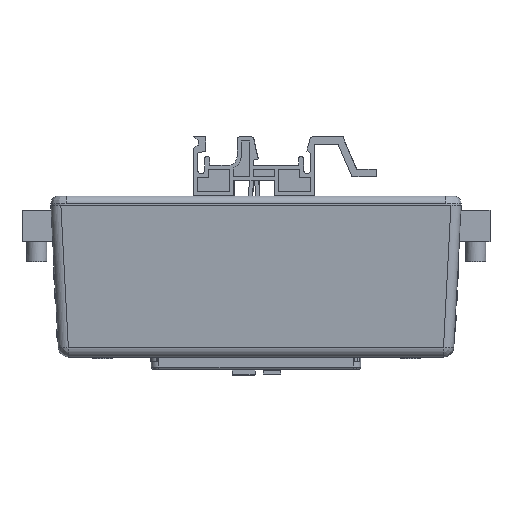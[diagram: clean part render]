
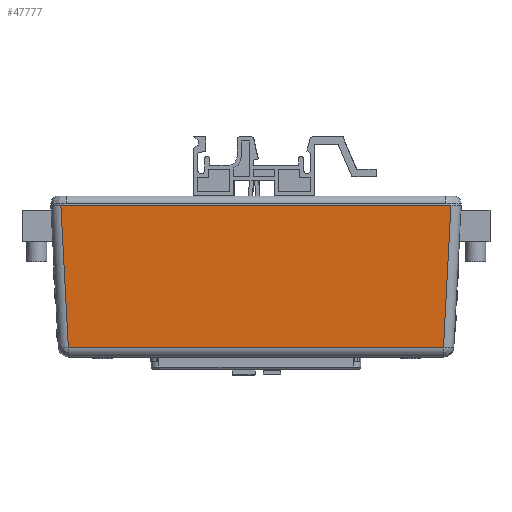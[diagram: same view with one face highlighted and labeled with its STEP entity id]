
A CAD part, left-side view. The second image highlights one B-rep face of the part: STEP entity #47777.
In plain terms, the highlighted planar face has unit normal (-0.999, 0.002, -0.052).
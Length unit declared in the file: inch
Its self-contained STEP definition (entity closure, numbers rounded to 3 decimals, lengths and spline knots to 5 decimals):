
#16526 = CARTESIAN_POINT ( 'NONE',  ( -4.27076, 3.13576, 2.0212 ) ) ;
#26217 = LINE ( 'NONE', #201001, #187054 ) ;
#29921 = ORIENTED_EDGE ( 'NONE', *, *, #55211, .T. ) ;
#44116 = VECTOR ( 'NONE', #79546, 39.37008 ) ;
#47777 = ADVANCED_FACE ( 'NONE', ( #92853 ), #140413, .T. ) ;
#49552 = VECTOR ( 'NONE', #87460, 39.37008 ) ;
#55211 = EDGE_CURVE ( 'NONE', #197304, #76141, #61053, .T. ) ;
#61053 = LINE ( 'NONE', #93855, #44116 ) ;
#63718 = ORIENTED_EDGE ( 'NONE', *, *, #143116, .T. ) ;
#64705 = DIRECTION ( 'NONE',  ( -0.999, 0.002, -0.052 ) ) ;
#76141 = VERTEX_POINT ( 'NONE', #165234 ) ;
#79546 = DIRECTION ( 'NONE',  ( -0.052, -0.052, 0.997 ) ) ;
#84518 = LINE ( 'NONE', #108468, #142957 ) ;
#86560 = AXIS2_PLACEMENT_3D ( 'NONE', #126787, #64705, #129482 ) ;
#87460 = DIRECTION ( 'NONE',  ( 0.002, 1., 0. ) ) ;
#92853 = FACE_OUTER_BOUND ( 'NONE', #120739, .T. ) ;
#93855 = CARTESIAN_POINT ( 'NONE',  ( -4.18562, -1.6024, 0.25966 ) ) ;
#108468 = CARTESIAN_POINT ( 'NONE',  ( -4.18595, -1.81955, 0.25966 ) ) ;
#120739 = EDGE_LOOP ( 'NONE', ( #200794, #146415, #63718, #29921 ) ) ;
#121503 = DIRECTION ( 'NONE',  ( -0.002, -1., 0. ) ) ;
#123466 = DIRECTION ( 'NONE',  ( 0.052, -0.052, -0.997 ) ) ;
#126787 = CARTESIAN_POINT ( 'NONE',  ( -4.27827, -1.81941, 2.0212 ) ) ;
#128152 = EDGE_CURVE ( 'NONE', #165668, #172663, #26217, .T. ) ;
#129482 = DIRECTION ( 'NONE',  ( -0.052, 0., 0.999 ) ) ;
#136467 = CARTESIAN_POINT ( 'NONE',  ( -4.27827, -1.81941, 2.0212 ) ) ;
#140413 = PLANE ( 'NONE',  #86560 ) ;
#142957 = VECTOR ( 'NONE', #121503, 39.37008 ) ;
#143116 = EDGE_CURVE ( 'NONE', #172663, #197304, #84518, .T. ) ;
#146415 = ORIENTED_EDGE ( 'NONE', *, *, #128152, .T. ) ;
#154067 = CARTESIAN_POINT ( 'NONE',  ( -4.17858, 3.0433, 0.25966 ) ) ;
#164144 = LINE ( 'NONE', #136467, #49552 ) ;
#165234 = CARTESIAN_POINT ( 'NONE',  ( -4.27808, -1.69458, 2.0212 ) ) ;
#165668 = VERTEX_POINT ( 'NONE', #16526 ) ;
#167000 = CARTESIAN_POINT ( 'NONE',  ( -4.18562, -1.6024, 0.25966 ) ) ;
#172663 = VERTEX_POINT ( 'NONE', #154067 ) ;
#174416 = EDGE_CURVE ( 'NONE', #76141, #165668, #164144, .T. ) ;
#187054 = VECTOR ( 'NONE', #123466, 39.37008 ) ;
#197304 = VERTEX_POINT ( 'NONE', #167000 ) ;
#200794 = ORIENTED_EDGE ( 'NONE', *, *, #174416, .T. ) ;
#201001 = CARTESIAN_POINT ( 'NONE',  ( -4.27076, 3.13576, 2.0212 ) ) ;
